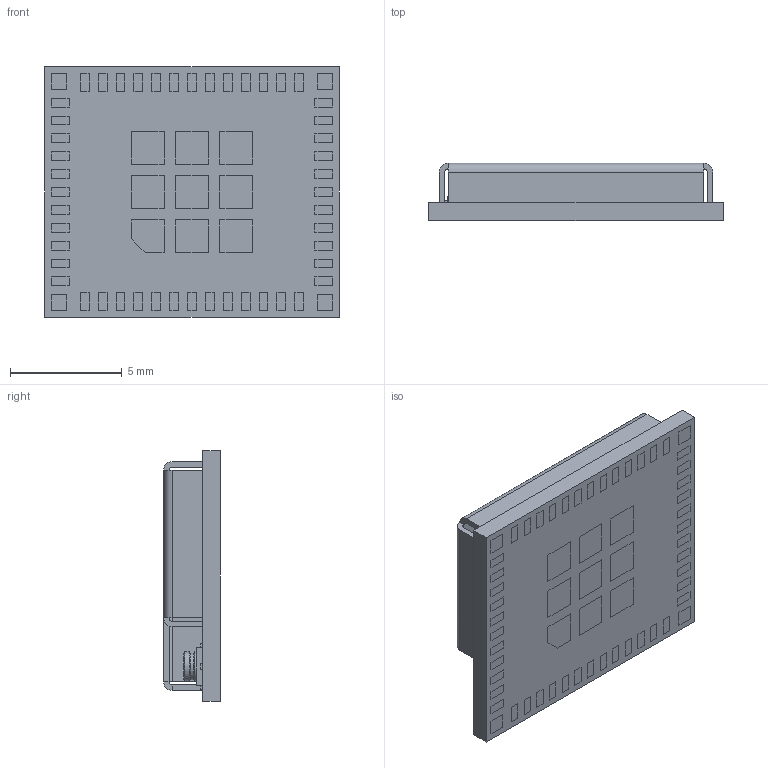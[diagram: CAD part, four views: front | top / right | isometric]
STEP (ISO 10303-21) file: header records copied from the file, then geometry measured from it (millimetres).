
FILE_DESCRIPTION (( 'STEP AP214' ), '1' );
FILE_NAME ('ESP32-PICO-MINI-02U-N8R2.STEP', '2022-10-28T23:10:24', ( '' ), ( '' ), 'SwSTEP 2.0', 'SolidWorks 2017', '' );
FILE_SCHEMA (( 'AUTOMOTIVE_DESIGN' ));
Length unit declared in the file: millimetre
Products named in the file (1): ESP32-PICO-MINI-02U-N8R2
Bounding box: 13.2 x 2.55 x 11.2 mm (x, y, z)
Volume: 161.7 mm3; surface area: 810.1 mm2
Topology: 70 solids, 70 shells, 779 faces, 1698 edges, 1120 vertices
Faces by surface type: plane 748, cylinder 23, cone 6, torus 2
Entity records: 21475 total; most frequent: CARTESIAN_POINT 3598, ORIENTED_EDGE 3396, DIRECTION 3310, EDGE_CURVE 1698, LINE 1646, VECTOR 1646, VERTEX_POINT 1120, EDGE_LOOP 842
